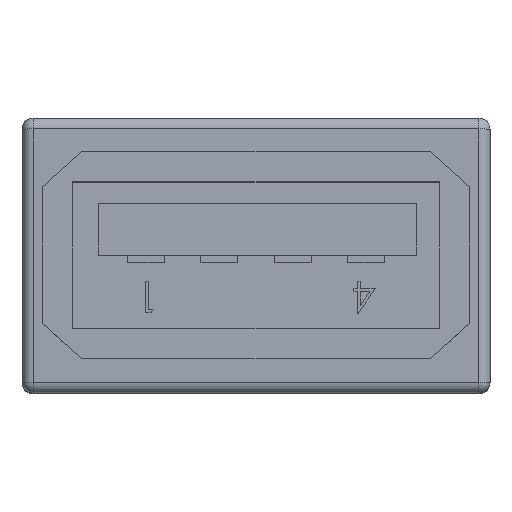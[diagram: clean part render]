
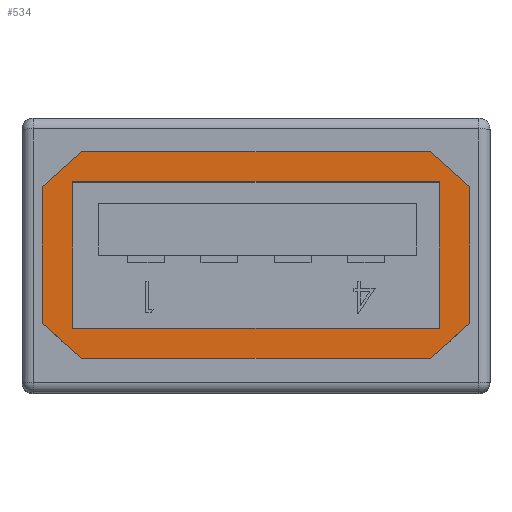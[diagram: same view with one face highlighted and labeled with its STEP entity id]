
A CAD part, top view. The second image highlights one B-rep face of the part: STEP entity #534.
In plain terms, the highlighted planar face has unit normal (0, 0, 1).
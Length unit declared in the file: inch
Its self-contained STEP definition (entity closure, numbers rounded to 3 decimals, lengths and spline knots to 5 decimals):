
#458 = EDGE_LOOP ( 'NONE', ( #459, #477, #480, #483, #486, #489, #491, #492 ) ) ;
#459 = ORIENTED_EDGE ( 'NONE', *, *, #460, .T. ) ;
#460 = EDGE_CURVE ( 'NONE', #461, #476, #12584, .T. ) ;
#461 = VERTEX_POINT ( 'NONE', #12644 ) ;
#468 = EDGE_CURVE ( 'NONE', #469, #470, #12632, .T. ) ;
#469 = VERTEX_POINT ( 'NONE', #12628 ) ;
#470 = VERTEX_POINT ( 'NONE', #12627 ) ;
#476 = VERTEX_POINT ( 'NONE', #12618 ) ;
#477 = ORIENTED_EDGE ( 'NONE', *, *, #478, .F. ) ;
#478 = EDGE_CURVE ( 'NONE', #479, #476, #12616, .T. ) ;
#479 = VERTEX_POINT ( 'NONE', #12676 ) ;
#480 = ORIENTED_EDGE ( 'NONE', *, *, #481, .F. ) ;
#481 = EDGE_CURVE ( 'NONE', #482, #479, #12675, .T. ) ;
#482 = VERTEX_POINT ( 'NONE', #12671 ) ;
#483 = ORIENTED_EDGE ( 'NONE', *, *, #484, .F. ) ;
#484 = EDGE_CURVE ( 'NONE', #485, #482, #12670, .T. ) ;
#485 = VERTEX_POINT ( 'NONE', #12666 ) ;
#486 = ORIENTED_EDGE ( 'NONE', *, *, #487, .F. ) ;
#487 = EDGE_CURVE ( 'NONE', #488, #485, #12665, .T. ) ;
#488 = VERTEX_POINT ( 'NONE', #12661 ) ;
#489 = ORIENTED_EDGE ( 'NONE', *, *, #490, .F. ) ;
#490 = EDGE_CURVE ( 'NONE', #469, #488, #12660, .T. ) ;
#491 = ORIENTED_EDGE ( 'NONE', *, *, #468, .T. ) ;
#492 = ORIENTED_EDGE ( 'NONE', *, *, #493, .F. ) ;
#493 = EDGE_CURVE ( 'NONE', #461, #470, #12656, .T. ) ;
#534 = ADVANCED_FACE ( 'NONE', ( #12712, #12711 ), #12710, .F. ) ;
#535 = EDGE_LOOP ( 'NONE', ( #536, #537, #540, #543 ) ) ;
#536 = ORIENTED_EDGE ( 'NONE', *, *, #6660, .F. ) ;
#537 = ORIENTED_EDGE ( 'NONE', *, *, #538, .F. ) ;
#538 = EDGE_CURVE ( 'NONE', #539, #6715, #12768, .T. ) ;
#539 = VERTEX_POINT ( 'NONE', #12764 ) ;
#540 = ORIENTED_EDGE ( 'NONE', *, *, #541, .F. ) ;
#541 = EDGE_CURVE ( 'NONE', #542, #539, #12763, .T. ) ;
#542 = VERTEX_POINT ( 'NONE', #12759 ) ;
#543 = ORIENTED_EDGE ( 'NONE', *, *, #544, .F. ) ;
#544 = EDGE_CURVE ( 'NONE', #6416, #542, #12758, .T. ) ;
#6416 = VERTEX_POINT ( 'NONE', #15245 ) ;
#6660 = EDGE_CURVE ( 'NONE', #6715, #6416, #15244, .T. ) ;
#6715 = VERTEX_POINT ( 'NONE', #15240 ) ;
#12116 = VECTOR ( 'NONE', #12371, 39.37008 ) ;
#12371 = DIRECTION ( 'NONE',  ( -0.747, -0.664, 0. ) ) ;
#12583 = CARTESIAN_POINT ( 'NONE',  ( -0.735, -0.141, 0.754 ) ) ;
#12584 = LINE ( 'NONE', #12583, #12646 ) ;
#12615 = CARTESIAN_POINT ( 'NONE',  ( 0.2375, -0.141, 0.754 ) ) ;
#12616 = LINE ( 'NONE', #12615, #12116 ) ;
#12618 = CARTESIAN_POINT ( 'NONE',  ( 0.2375, -0.141, 0.754 ) ) ;
#12627 = CARTESIAN_POINT ( 'NONE',  ( -0.2915, -0.093, 0.754 ) ) ;
#12628 = CARTESIAN_POINT ( 'NONE',  ( -0.2915, 0.093, 0.754 ) ) ;
#12629 = DIRECTION ( 'NONE',  ( 0., -1., 0. ) ) ;
#12630 = VECTOR ( 'NONE', #12629, 39.37008 ) ;
#12631 = CARTESIAN_POINT ( 'NONE',  ( -0.2915, 0.1875, 0.754 ) ) ;
#12632 = LINE ( 'NONE', #12631, #12630 ) ;
#12644 = CARTESIAN_POINT ( 'NONE',  ( -0.2375, -0.141, 0.754 ) ) ;
#12645 = DIRECTION ( 'NONE',  ( 1., 0., 0. ) ) ;
#12646 = VECTOR ( 'NONE', #12645, 39.37008 ) ;
#12653 = DIRECTION ( 'NONE',  ( -0.747, 0.664, 0. ) ) ;
#12654 = VECTOR ( 'NONE', #12653, 39.37008 ) ;
#12655 = CARTESIAN_POINT ( 'NONE',  ( -0.2375, -0.141, 0.754 ) ) ;
#12656 = LINE ( 'NONE', #12655, #12654 ) ;
#12657 = DIRECTION ( 'NONE',  ( 0.747, 0.664, 0. ) ) ;
#12658 = VECTOR ( 'NONE', #12657, 39.37008 ) ;
#12659 = CARTESIAN_POINT ( 'NONE',  ( -0.2375, 0.141, 0.754 ) ) ;
#12660 = LINE ( 'NONE', #12659, #12658 ) ;
#12661 = CARTESIAN_POINT ( 'NONE',  ( -0.2375, 0.141, 0.754 ) ) ;
#12662 = DIRECTION ( 'NONE',  ( 1., 0., 0. ) ) ;
#12663 = VECTOR ( 'NONE', #12662, 39.37008 ) ;
#12664 = CARTESIAN_POINT ( 'NONE',  ( -0.735, 0.141, 0.754 ) ) ;
#12665 = LINE ( 'NONE', #12664, #12663 ) ;
#12666 = CARTESIAN_POINT ( 'NONE',  ( 0.2375, 0.141, 0.754 ) ) ;
#12667 = DIRECTION ( 'NONE',  ( 0.747, -0.664, 0. ) ) ;
#12668 = VECTOR ( 'NONE', #12667, 39.37008 ) ;
#12669 = CARTESIAN_POINT ( 'NONE',  ( 0.2375, 0.141, 0.754 ) ) ;
#12670 = LINE ( 'NONE', #12669, #12668 ) ;
#12671 = CARTESIAN_POINT ( 'NONE',  ( 0.2915, 0.093, 0.754 ) ) ;
#12672 = DIRECTION ( 'NONE',  ( 0., -1., 0. ) ) ;
#12673 = VECTOR ( 'NONE', #12672, 39.37008 ) ;
#12674 = CARTESIAN_POINT ( 'NONE',  ( 0.2915, 0.1875, 0.754 ) ) ;
#12675 = LINE ( 'NONE', #12674, #12673 ) ;
#12676 = CARTESIAN_POINT ( 'NONE',  ( 0.2915, -0.093, 0.754 ) ) ;
#12710 = PLANE ( 'NONE',  #12772 ) ;
#12711 = FACE_OUTER_BOUND ( 'NONE', #458, .T. ) ;
#12712 = FACE_BOUND ( 'NONE', #535, .T. ) ;
#12755 = DIRECTION ( 'NONE',  ( 1., 0., 0. ) ) ;
#12756 = VECTOR ( 'NONE', #12755, 39.37008 ) ;
#12757 = CARTESIAN_POINT ( 'NONE',  ( 0.25, -0.1, 0.754 ) ) ;
#12758 = LINE ( 'NONE', #12757, #12756 ) ;
#12759 = CARTESIAN_POINT ( 'NONE',  ( 0.25, -0.1, 0.754 ) ) ;
#12760 = DIRECTION ( 'NONE',  ( 0., 1., 0. ) ) ;
#12761 = VECTOR ( 'NONE', #12760, 39.37008 ) ;
#12762 = CARTESIAN_POINT ( 'NONE',  ( 0.25, -0.1, 0.754 ) ) ;
#12763 = LINE ( 'NONE', #12762, #12761 ) ;
#12764 = CARTESIAN_POINT ( 'NONE',  ( 0.25, 0.1, 0.754 ) ) ;
#12765 = DIRECTION ( 'NONE',  ( -1., 0., 0. ) ) ;
#12766 = VECTOR ( 'NONE', #12765, 39.37008 ) ;
#12767 = CARTESIAN_POINT ( 'NONE',  ( 0.25, 0.1, 0.754 ) ) ;
#12768 = LINE ( 'NONE', #12767, #12766 ) ;
#12769 = DIRECTION ( 'NONE',  ( -1., 0., 0. ) ) ;
#12770 = DIRECTION ( 'NONE',  ( 0., 0., -1. ) ) ;
#12771 = CARTESIAN_POINT ( 'NONE',  ( -0.2915, 0.1875, 0.754 ) ) ;
#12772 = AXIS2_PLACEMENT_3D ( 'NONE', #12771, #12770, #12769 ) ;
#15240 = CARTESIAN_POINT ( 'NONE',  ( -0.25, 0.1, 0.754 ) ) ;
#15241 = DIRECTION ( 'NONE',  ( 0., -1., 0. ) ) ;
#15242 = VECTOR ( 'NONE', #15241, 39.37008 ) ;
#15243 = CARTESIAN_POINT ( 'NONE',  ( -0.25, -0.1, 0.754 ) ) ;
#15244 = LINE ( 'NONE', #15243, #15242 ) ;
#15245 = CARTESIAN_POINT ( 'NONE',  ( -0.25, -0.1, 0.754 ) ) ;
